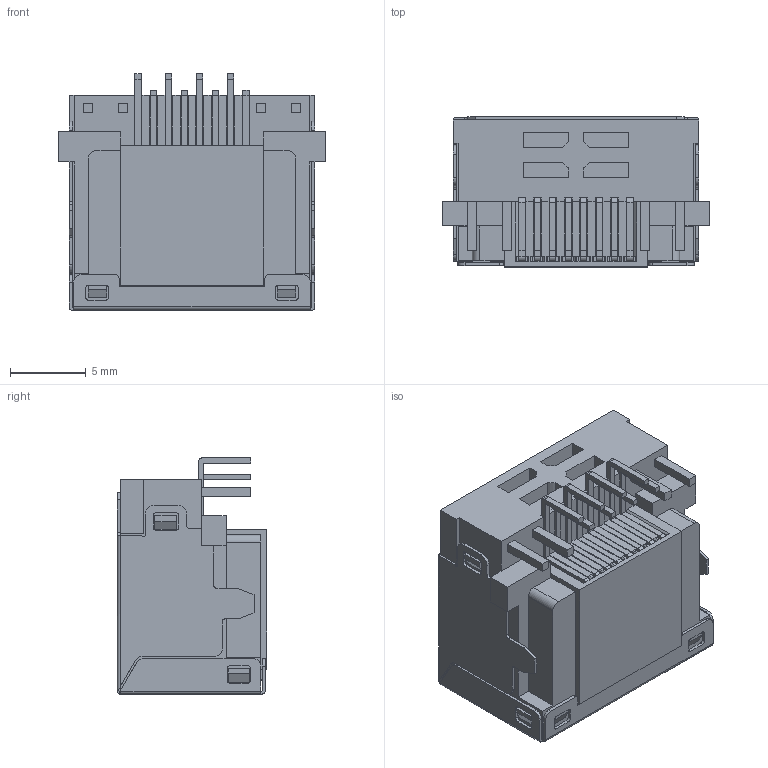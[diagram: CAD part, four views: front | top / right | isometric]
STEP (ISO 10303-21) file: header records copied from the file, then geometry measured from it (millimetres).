
FILE_DESCRIPTION(/* description */ (''),/* implementation_level */ '2;1');
FILE_NAME(/* name */ 'A11-10068-A51-12 v2.step',/* time_stamp */ '2021-07-21T09:53:59+10:00',/* author */ (''),/* organization */ (''),/* preprocessor_version */ 'ST-DEVELOPER v18.1',/* originating_system */ 'Autodesk Translation Framework v10.9.0.1377',/* authorisation */ '');
FILE_SCHEMA (('AUTOMOTIVE_DESIGN { 1 0 10303 214 3 1 1 }'));
Length unit declared in the file: millimetre
Products named in the file (21): A11-10068-A51-12; 72000_ASM_ASM_ASM_4_ASM; 72_ASM_ASM_ASM_1_ASM; 72_ASM_1_ASM_ASM_1_ASM; ASM0003__ASM_1_ASM_ASM_1_ASM; RCH-SP-38_ASM_ASM_ASM__ASM_1_AS_ASM; ASM0001_ASM_ASM_ASM__ASM_1_ASM__ASM; ASM0002_ASM_ASM_ASM__ASM_1_ASM__ASM; ASM0003_ASM_ASM_ASM__ASM_1_ASM__ASM; ASM0004_ASM_ASM_ASM__ASM_1_ASM__ASM; ASM0005_ASM_ASM_ASM__ASM_1_ASM__ASM; ASM0006_ASM_ASM_ASM__ASM_1_ASM__ASM; ASM0007_ASM_ASM_ASM__ASM_1_ASM__ASM; ASM0008_ASM_ASM_ASM__ASM_1_ASM__ASM; ASM0009_ASM_ASM_ASM__ASM_1_ASM__ASM; PRT0001__1_3; 22_1__1_2; 114__1_1; CZ1__1_1; DZ2__1_1; LED Pins
Assembly tree (26 placements, depth 16):
  A11-10068-A51-12
    72000_ASM_ASM_ASM_4_ASM
      72_ASM_ASM_ASM_1_ASM
        72_ASM_1_ASM_ASM_1_ASM
          ASM0003__ASM_1_ASM_ASM_1_ASM
            RCH-SP-38_ASM_ASM_ASM__ASM_1_AS_ASM
              ASM0001_ASM_ASM_ASM__ASM_1_ASM__ASM
                ASM0002_ASM_ASM_ASM__ASM_1_ASM__ASM
                  ASM0003_ASM_ASM_ASM__ASM_1_ASM__ASM
            22_1__1_2
          114__1_1
        CZ1__1_1  x4
        DZ2__1_1  x4
        LED Pins
Bounding box: 17.6 x 9.9 x 15.63 mm (x, y, z)
Volume: 868.9 mm3; surface area: 3075 mm2
Topology: 14 solids, 14 shells, 766 faces, 2237 edges, 1487 vertices
Faces by surface type: plane 606, cylinder 156, bspline 4
Entity records: 19921 total; most frequent: CARTESIAN_POINT 3621, ORIENTED_EDGE 3430, DIRECTION 3193, EDGE_CURVE 1715, LINE 1475, VECTOR 1475, VERTEX_POINT 1139, AXIS2_PLACEMENT_3D 859
